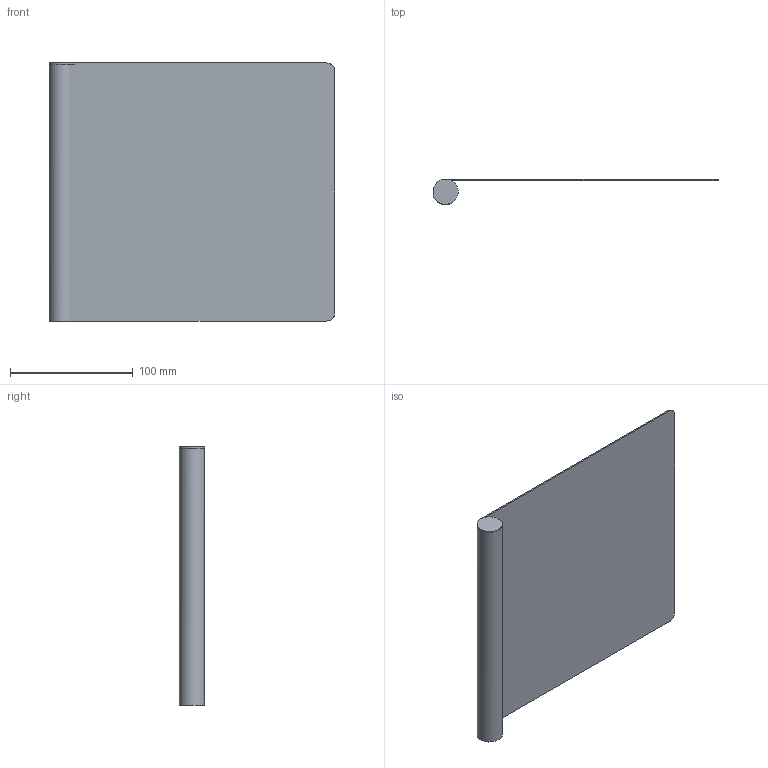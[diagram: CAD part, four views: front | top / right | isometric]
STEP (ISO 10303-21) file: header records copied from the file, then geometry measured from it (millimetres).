
FILE_DESCRIPTION(/* description */ (''),/* implementation_level */ '2;1');
FILE_NAME(/* name */ 'PROTO_~1',/* time_stamp */ '2020-10-20T14:35:01+02:00',/* author */ (''),/* organization */ (''),/* preprocessor_version */ 'ST-DEVELOPER v16.5',/* originating_system */ '',/* authorisation */ '');
FILE_SCHEMA (('AUTOMOTIVE_DESIGN'));
Length unit declared in the file: millimetre
Products named in the file (1): Document
Bounding box: 232.73 x 20.5 x 210 mm (x, y, z)
Volume: 54548.5 mm3; surface area: 110274 mm2
Topology: 1 solids, 1 shells, 14 faces, 32 edges, 20 vertices
Faces by surface type: plane 8, bspline 6
Entity records: 430 total; most frequent: CARTESIAN_POINT 204, ORIENTED_EDGE 64, EDGE_CURVE 32, VERTEX_POINT 20, B_SPLINE_CURVE_WITH_KNOTS 19, ADVANCED_FACE 14, FACE_OUTER_BOUND 14, EDGE_LOOP 14
